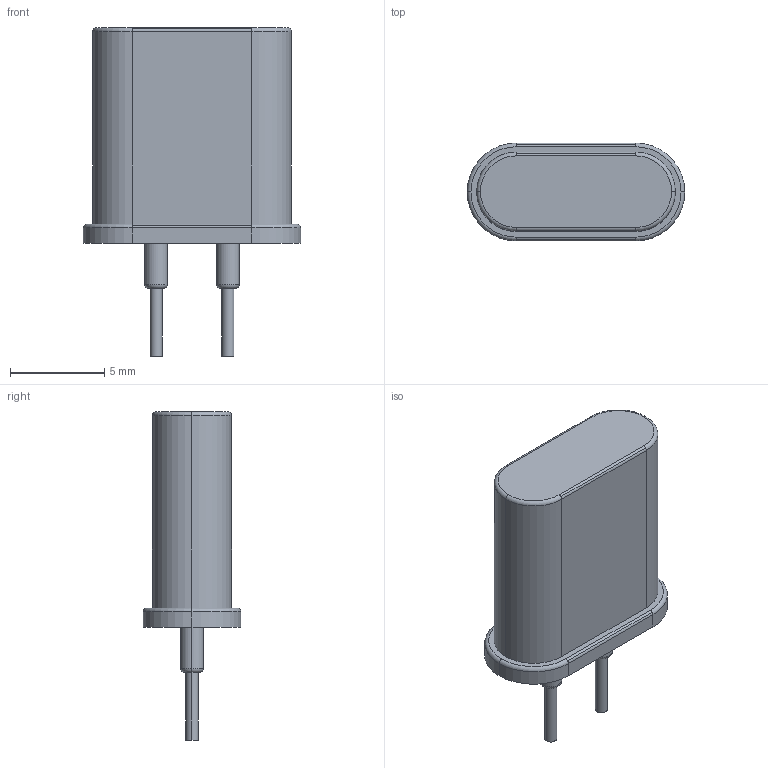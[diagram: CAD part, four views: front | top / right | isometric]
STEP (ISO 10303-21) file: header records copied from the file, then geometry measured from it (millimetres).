
FILE_DESCRIPTION((''),'2;1');
FILE_NAME('RES_VISHAY_VHP202.stp','2009-08-27T14:21:50',(''),(''),'Mechanical Desktop 2006','Mechanical Desktop 2006',', , ');
FILE_SCHEMA(('AUTOMOTIVE_DESIGN { 1 2 10303 214 0 1 1 1 }'));
Length unit declared in the file: millimetre
Products named in the file (1): Product
Bounding box: 11.55 x 5.2 x 17.44 mm (x, y, z)
Volume: 480.1 mm3; surface area: 615.7 mm2
Topology: 7 solids, 7 shells, 67 faces, 140 edges, 88 vertices
Faces by surface type: cylinder 32, plane 23, torus 12
Entity records: 1856 total; most frequent: DIRECTION 360, CARTESIAN_POINT 296, ORIENTED_EDGE 280, AXIS2_PLACEMENT_3D 152, EDGE_CURVE 140, VERTEX_POINT 88, CIRCLE 84, EDGE_LOOP 68
